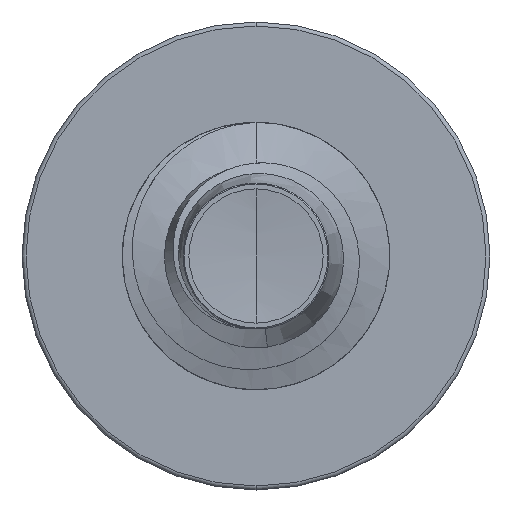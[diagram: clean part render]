
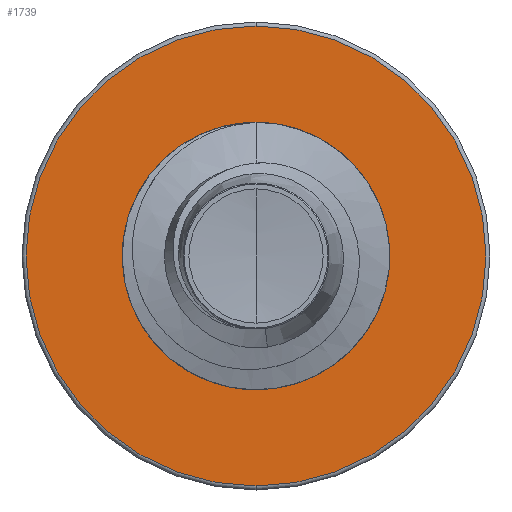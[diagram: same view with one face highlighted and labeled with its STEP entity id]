
A CAD part, front view. The second image highlights one B-rep face of the part: STEP entity #1739.
In plain terms, the highlighted planar face has unit normal (0, -1, 0).
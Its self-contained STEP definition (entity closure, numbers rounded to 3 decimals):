
#150 = AXIS2_PLACEMENT_3D ( 'NONE', #4435, #4419, #4413 ) ;
#710 = VERTEX_POINT ( 'NONE', #10824 ) ;
#1739 = ADVANCED_FACE ( 'NONE', ( #5557, #9216 ), #11346, .F. ) ;
#2432 = CIRCLE ( 'NONE', #9131, 3.44 ) ;
#3554 = CARTESIAN_POINT ( 'NONE',  ( 0., 7., 1.989 ) ) ;
#3610 = DIRECTION ( 'NONE',  ( 0., 0., 1. ) ) ;
#3628 = DIRECTION ( 'NONE',  ( 0., 1., 0. ) ) ;
#3647 = CARTESIAN_POINT ( 'NONE',  ( 0., 7., 0. ) ) ;
#4205 = ORIENTED_EDGE ( 'NONE', *, *, #12096, .T. ) ;
#4346 = AXIS2_PLACEMENT_3D ( 'NONE', #11315, #11306, #11292 ) ;
#4403 = CIRCLE ( 'NONE', #5955, 3.44 ) ;
#4413 = DIRECTION ( 'NONE',  ( 0., 0., 1. ) ) ;
#4419 = DIRECTION ( 'NONE',  ( 0., 1., 0. ) ) ;
#4435 = CARTESIAN_POINT ( 'NONE',  ( 0., 7., 0. ) ) ;
#5557 = FACE_OUTER_BOUND ( 'NONE', #11822, .T. ) ;
#5955 = AXIS2_PLACEMENT_3D ( 'NONE', #8039, #7996, #7978 ) ;
#6641 = DIRECTION ( 'NONE',  ( 0., 0., 1. ) ) ;
#6656 = DIRECTION ( 'NONE',  ( 0., 1., 0. ) ) ;
#6670 = CARTESIAN_POINT ( 'NONE',  ( 0., 7., 0. ) ) ;
#6905 = ORIENTED_EDGE ( 'NONE', *, *, #11826, .F. ) ;
#7251 = ORIENTED_EDGE ( 'NONE', *, *, #11597, .T. ) ;
#7679 = VERTEX_POINT ( 'NONE', #9230 ) ;
#7790 = CARTESIAN_POINT ( 'NONE',  ( 0., 7., -1.989 ) ) ;
#7978 = DIRECTION ( 'NONE',  ( 0., 0., 1. ) ) ;
#7996 = DIRECTION ( 'NONE',  ( 0., 1., 0. ) ) ;
#8039 = CARTESIAN_POINT ( 'NONE',  ( 0., 7., 0. ) ) ;
#8888 = AXIS2_PLACEMENT_3D ( 'NONE', #6670, #6656, #6641 ) ;
#9131 = AXIS2_PLACEMENT_3D ( 'NONE', #3647, #3628, #3610 ) ;
#9216 = FACE_BOUND ( 'NONE', #11492, .T. ) ;
#9230 = CARTESIAN_POINT ( 'NONE',  ( 0., 7., 3.44 ) ) ;
#9302 = VERTEX_POINT ( 'NONE', #3554 ) ;
#9683 = ORIENTED_EDGE ( 'NONE', *, *, #12010, .F. ) ;
#10184 = VERTEX_POINT ( 'NONE', #7790 ) ;
#10824 = CARTESIAN_POINT ( 'NONE',  ( 0., 7., -3.44 ) ) ;
#11292 = DIRECTION ( 'NONE',  ( 0., 0., 1. ) ) ;
#11306 = DIRECTION ( 'NONE',  ( 0., 1., 0. ) ) ;
#11315 = CARTESIAN_POINT ( 'NONE',  ( 0., 7., -1.989 ) ) ;
#11346 = PLANE ( 'NONE',  #4346 ) ;
#11492 = EDGE_LOOP ( 'NONE', ( #4205, #7251 ) ) ;
#11597 = EDGE_CURVE ( 'NONE', #10184, #9302, #12355, .T. ) ;
#11822 = EDGE_LOOP ( 'NONE', ( #6905, #9683 ) ) ;
#11826 = EDGE_CURVE ( 'NONE', #7679, #710, #2432, .T. ) ;
#12010 = EDGE_CURVE ( 'NONE', #710, #7679, #4403, .T. ) ;
#12096 = EDGE_CURVE ( 'NONE', #9302, #10184, #12925, .T. ) ;
#12355 = CIRCLE ( 'NONE', #150, 1.989 ) ;
#12925 = CIRCLE ( 'NONE', #8888, 1.989 ) ;
